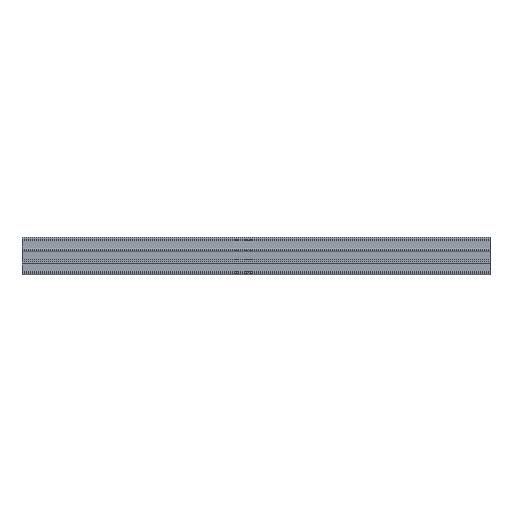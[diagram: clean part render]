
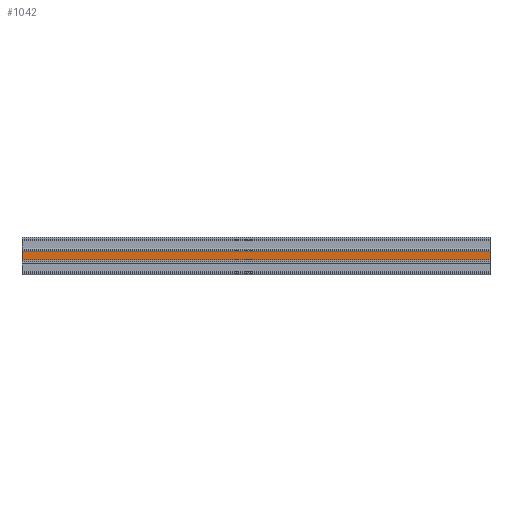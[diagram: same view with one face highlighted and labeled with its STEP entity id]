
A CAD part, left-side view. The second image highlights one B-rep face of the part: STEP entity #1042.
In plain terms, the highlighted planar face has unit normal (-1, 0, 0).
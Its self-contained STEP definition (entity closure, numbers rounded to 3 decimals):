
#25 = VECTOR ( 'NONE', #158, 1000. ) ;
#71 = EDGE_CURVE ( 'NONE', #4866, #3075, #1628, .T. ) ;
#158 = DIRECTION ( 'NONE',  ( 0., -1., 0. ) ) ;
#192 = VERTEX_POINT ( 'NONE', #4136 ) ;
#346 = EDGE_CURVE ( 'NONE', #652, #3075, #5227, .T. ) ;
#496 = CARTESIAN_POINT ( 'NONE',  ( -2., 0., -31.05 ) ) ;
#520 = LINE ( 'NONE', #3070, #25 ) ;
#652 = VERTEX_POINT ( 'NONE', #5300 ) ;
#930 = CARTESIAN_POINT ( 'NONE',  ( -2., 1000., -31.8 ) ) ;
#1042 = ADVANCED_FACE ( 'NONE', ( #2559 ), #2126, .F. ) ;
#1628 = LINE ( 'NONE', #2885, #3288 ) ;
#1833 = ORIENTED_EDGE ( 'NONE', *, *, #71, .F. ) ;
#1924 = EDGE_CURVE ( 'NONE', #4866, #192, #520, .T. ) ;
#2020 = CARTESIAN_POINT ( 'NONE',  ( -2., 1000., -49.05 ) ) ;
#2108 = ORIENTED_EDGE ( 'NONE', *, *, #1924, .T. ) ;
#2126 = PLANE ( 'NONE',  #2152 ) ;
#2152 = AXIS2_PLACEMENT_3D ( 'NONE', #2947, #4654, #2580 ) ;
#2267 = DIRECTION ( 'NONE',  ( 0., 1., 0. ) ) ;
#2559 = FACE_OUTER_BOUND ( 'NONE', #5228, .T. ) ;
#2580 = DIRECTION ( 'NONE',  ( 0., 0., -1. ) ) ;
#2885 = CARTESIAN_POINT ( 'NONE',  ( -2., 1000., -31.05 ) ) ;
#2947 = CARTESIAN_POINT ( 'NONE',  ( -2., 1000., -31.05 ) ) ;
#2987 = VECTOR ( 'NONE', #2267, 1000. ) ;
#3070 = CARTESIAN_POINT ( 'NONE',  ( -2., 0., -49.05 ) ) ;
#3075 = VERTEX_POINT ( 'NONE', #4482 ) ;
#3288 = VECTOR ( 'NONE', #4548, 1000. ) ;
#3475 = DIRECTION ( 'NONE',  ( 0., 0., 1. ) ) ;
#3644 = EDGE_CURVE ( 'NONE', #192, #652, #4245, .T. ) ;
#4136 = CARTESIAN_POINT ( 'NONE',  ( -2., 0., -49.05 ) ) ;
#4213 = ORIENTED_EDGE ( 'NONE', *, *, #3644, .T. ) ;
#4245 = LINE ( 'NONE', #496, #5045 ) ;
#4482 = CARTESIAN_POINT ( 'NONE',  ( -2., 1000., -31.8 ) ) ;
#4548 = DIRECTION ( 'NONE',  ( 0., 0., 1. ) ) ;
#4654 = DIRECTION ( 'NONE',  ( 1., 0., 0. ) ) ;
#4866 = VERTEX_POINT ( 'NONE', #2020 ) ;
#5045 = VECTOR ( 'NONE', #3475, 1000. ) ;
#5097 = ORIENTED_EDGE ( 'NONE', *, *, #346, .T. ) ;
#5227 = LINE ( 'NONE', #930, #2987 ) ;
#5228 = EDGE_LOOP ( 'NONE', ( #1833, #2108, #4213, #5097 ) ) ;
#5300 = CARTESIAN_POINT ( 'NONE',  ( -2., 0., -31.8 ) ) ;
